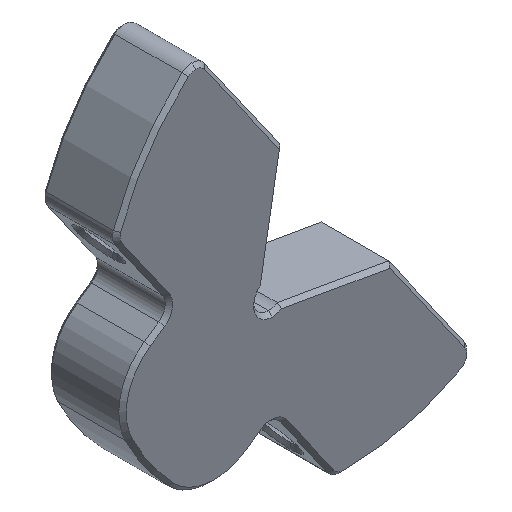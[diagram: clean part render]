
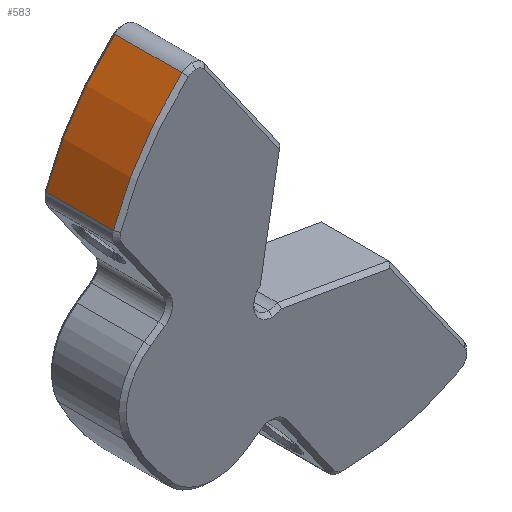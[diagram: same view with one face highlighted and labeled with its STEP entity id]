
A CAD part, isometric view. The second image highlights one B-rep face of the part: STEP entity #583.
In plain terms, the highlighted cylindrical face has radius 32.5 mm (diameter 65 mm), a partial arc.
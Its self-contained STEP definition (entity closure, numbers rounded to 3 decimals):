
#14 = EDGE_LOOP ( 'NONE', ( #905, #346, #168, #1591 ) ) ;
#81 = LINE ( 'NONE', #992, #852 ) ;
#159 = CARTESIAN_POINT ( 'NONE',  ( 0., 0.5, 0. ) ) ;
#168 = ORIENTED_EDGE ( 'NONE', *, *, #2274, .T. ) ;
#202 = EDGE_CURVE ( 'NONE', #2111, #2151, #1540, .T. ) ;
#272 = DIRECTION ( 'NONE',  ( 0., -1., 0. ) ) ;
#346 = ORIENTED_EDGE ( 'NONE', *, *, #934, .T. ) ;
#583 = ADVANCED_FACE ( 'NONE', ( #1544 ), #666, .T. ) ;
#585 = AXIS2_PLACEMENT_3D ( 'NONE', #1514, #642, #1332 ) ;
#642 = DIRECTION ( 'NONE',  ( 0., -1., 0. ) ) ;
#666 = CYLINDRICAL_SURFACE ( 'NONE', #925, 32.5 ) ;
#671 = CARTESIAN_POINT ( 'NONE',  ( -30.699, 9.5, 10.668 ) ) ;
#687 = AXIS2_PLACEMENT_3D ( 'NONE', #159, #770, #1474 ) ;
#770 = DIRECTION ( 'NONE',  ( 0., 1., 0. ) ) ;
#810 = CARTESIAN_POINT ( 'NONE',  ( -30.699, 10., 10.668 ) ) ;
#852 = VECTOR ( 'NONE', #2015, 1000. ) ;
#885 = VERTEX_POINT ( 'NONE', #1454 ) ;
#905 = ORIENTED_EDGE ( 'NONE', *, *, #1093, .T. ) ;
#925 = AXIS2_PLACEMENT_3D ( 'NONE', #1373, #1725, #1888 ) ;
#934 = EDGE_CURVE ( 'NONE', #885, #1734, #1398, .T. ) ;
#992 = CARTESIAN_POINT ( 'NONE',  ( -21.504, 10., 24.368 ) ) ;
#1054 = CARTESIAN_POINT ( 'NONE',  ( -30.699, 0.5, 10.668 ) ) ;
#1093 = EDGE_CURVE ( 'NONE', #2151, #885, #81, .T. ) ;
#1242 = CARTESIAN_POINT ( 'NONE',  ( -21.504, 0.5, 24.368 ) ) ;
#1332 = DIRECTION ( 'NONE',  ( 0., 0., 1. ) ) ;
#1373 = CARTESIAN_POINT ( 'NONE',  ( 0., 10., 0. ) ) ;
#1398 = CIRCLE ( 'NONE', #585, 32.5 ) ;
#1454 = CARTESIAN_POINT ( 'NONE',  ( -21.504, 9.5, 24.368 ) ) ;
#1474 = DIRECTION ( 'NONE',  ( 0., 0., 1. ) ) ;
#1514 = CARTESIAN_POINT ( 'NONE',  ( 0., 9.5, 0. ) ) ;
#1540 = CIRCLE ( 'NONE', #687, 32.5 ) ;
#1544 = FACE_OUTER_BOUND ( 'NONE', #14, .T. ) ;
#1591 = ORIENTED_EDGE ( 'NONE', *, *, #202, .T. ) ;
#1725 = DIRECTION ( 'NONE',  ( 0., -1., 0. ) ) ;
#1734 = VERTEX_POINT ( 'NONE', #671 ) ;
#1853 = VECTOR ( 'NONE', #272, 1000. ) ;
#1888 = DIRECTION ( 'NONE',  ( 0., 0., -1. ) ) ;
#1990 = LINE ( 'NONE', #810, #1853 ) ;
#2015 = DIRECTION ( 'NONE',  ( 0., 1., 0. ) ) ;
#2111 = VERTEX_POINT ( 'NONE', #1054 ) ;
#2151 = VERTEX_POINT ( 'NONE', #1242 ) ;
#2274 = EDGE_CURVE ( 'NONE', #1734, #2111, #1990, .T. ) ;
